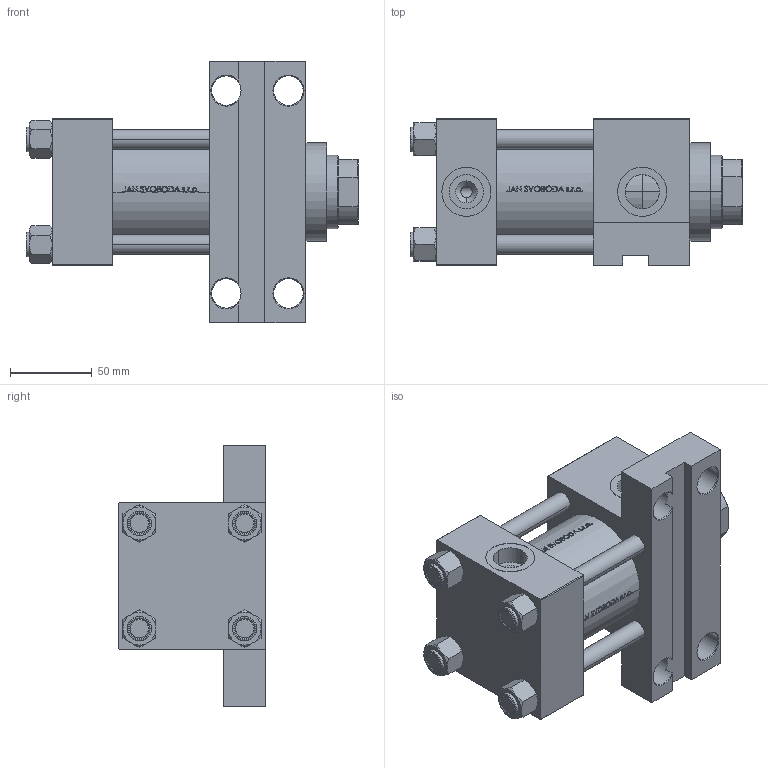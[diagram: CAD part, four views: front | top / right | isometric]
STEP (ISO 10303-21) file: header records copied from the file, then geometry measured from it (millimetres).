
FILE_DESCRIPTION (( 'STEP AP203' ), '1' );
FILE_NAME ('2062.STEP', '2022-04-16T12:28:07', ( '' ), ( '' ), 'SwSTEP 2.0', 'SolidWorks 2019', '' );
FILE_SCHEMA (( 'CONFIG_CONTROL_DESIGN' ));
Length unit declared in the file: millimetre
Products named in the file (6): NUT_M5_F 519d21ba811aa4c1d17e594569db7aee; V215CR_F_Body 519d21ba811aa4c1d17e594569db7aee; V215CR_VCP_F 519d21ba811aa4c1d17e594569db7aee; V215CR_F_TYCINKA 519d21ba811aa4c1d17e594569db7aee; V215_VC_A 519d21ba811aa4c1d17e594569db7aee; 2062
Assembly tree (11 placements, depth 2):
  2062
    V215CR_F_Body 519d21ba811aa4c1d17e594569db7aee
    V215CR_VCP_F 519d21ba811aa4c1d17e594569db7aee
    V215CR_F_TYCINKA 519d21ba811aa4c1d17e594569db7aee  x4
    NUT_M5_F 519d21ba811aa4c1d17e594569db7aee  x4
    V215_VC_A 519d21ba811aa4c1d17e594569db7aee
Bounding box: 203 x 90 x 160 mm (x, y, z)
Volume: 1070103.5 mm3; surface area: 205131.7 mm2
Topology: 11 solids, 11 shells, 1114 faces, 2818 edges, 1807 vertices
Faces by surface type: plane 439, bspline 380, cone 152, cylinder 135, torus 8
Entity records: 48249 total; most frequent: CARTESIAN_POINT 26023, ORIENTED_EDGE 5128, DIRECTION 3186, EDGE_CURVE 2564, VERTEX_POINT 1663, VECTOR 1324, LINE 1324, EDGE_LOOP 1095
